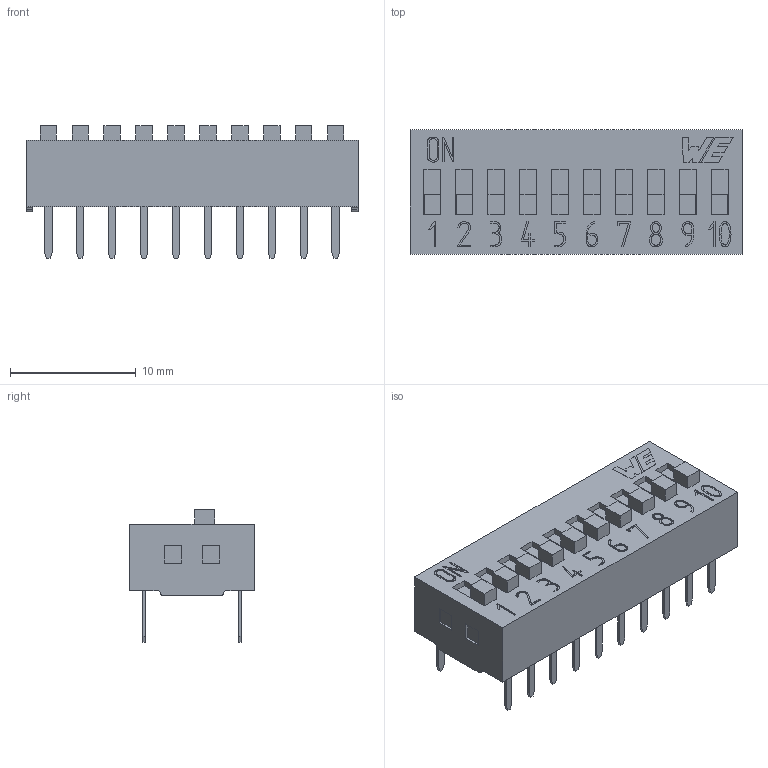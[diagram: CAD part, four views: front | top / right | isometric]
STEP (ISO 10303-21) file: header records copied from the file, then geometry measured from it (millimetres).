
FILE_DESCRIPTION(/* description */ ('Unknown'),/* implementation_level */ '2;1');
FILE_NAME(/* name */ '418117270910',/* time_stamp */ '2018-08-10T13:56:56+02:00',/* author */ ('Unknown'),/* organization */ ('Unknown'),/* preprocessor_version */ 'ST-DEVELOPER v16.7',/* originating_system */ 'DEX',/* authorisation */ $);
FILE_SCHEMA (('AUTOMOTIVE_DESIGN {1 0 10303 214 3 1 1}'));
Length unit declared in the file: millimetre
Products named in the file (4): 418117270910; Base_switch; clip; base
Assembly tree (12 placements, depth 2):
  418117270910
    Base_switch
    clip  x10
    base
Bounding box: 26.4 x 9.9 x 10.55 mm (x, y, z)
Volume: 937.4 mm3; surface area: 2841.8 mm2
Topology: 12 solids, 12 shells, 542 faces, 1389 edges, 926 vertices
Faces by surface type: plane 494, bspline 30, cylinder 18
Entity records: 15573 total; most frequent: CARTESIAN_POINT 3681, ORIENTED_EDGE 2010, DIRECTION 1579, EDGE_CURVE 1005, LINE 799, VECTOR 799, VERTEX_POINT 674, EDGE_LOOP 461
